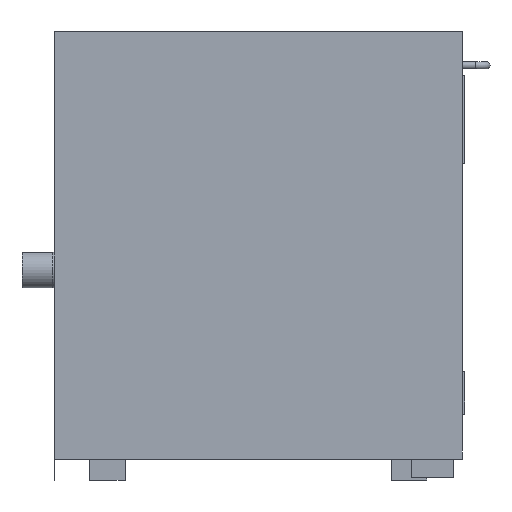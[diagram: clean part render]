
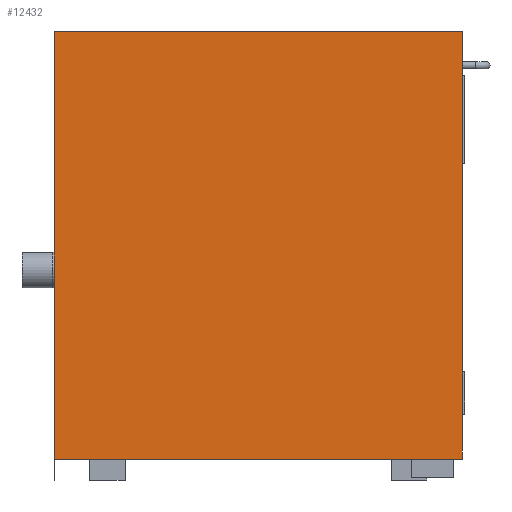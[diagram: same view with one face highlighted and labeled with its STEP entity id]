
A CAD part, left-side view. The second image highlights one B-rep face of the part: STEP entity #12432.
In plain terms, the highlighted planar face has unit normal (-1, 0, 0).
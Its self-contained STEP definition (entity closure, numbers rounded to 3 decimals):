
#854=FACE_OUTER_BOUND('',#1562,.T.);
#1562=EDGE_LOOP('',(#8203,#8204,#8205,#8206,#8207,#8208));
#2366=LINE('',#16624,#3682);
#2385=LINE('',#16664,#3701);
#2387=LINE('',#16668,#3703);
#2454=LINE('',#16805,#3770);
#2499=LINE('',#16919,#3815);
#2500=LINE('',#16920,#3816);
#3682=VECTOR('',#13937,10.);
#3701=VECTOR('',#13972,10.);
#3703=VECTOR('',#13976,10.);
#3770=VECTOR('',#14091,10.);
#3815=VECTOR('',#14208,10.);
#3816=VECTOR('',#14209,10.);
#4983=VERTEX_POINT('',#16622);
#4984=VERTEX_POINT('',#16623);
#4997=VERTEX_POINT('',#16662);
#4998=VERTEX_POINT('',#16666);
#5044=VERTEX_POINT('',#16803);
#5077=VERTEX_POINT('',#16918);
#6156=EDGE_CURVE('',#4983,#4984,#2366,.T.);
#6177=EDGE_CURVE('',#4983,#4997,#2385,.T.);
#6179=EDGE_CURVE('',#4998,#4997,#2387,.T.);
#6246=EDGE_CURVE('',#5044,#4998,#2454,.T.);
#6297=EDGE_CURVE('',#5077,#5044,#2499,.T.);
#6298=EDGE_CURVE('',#4984,#5077,#2500,.T.);
#8203=ORIENTED_EDGE('',*,*,#6297,.F.);
#8204=ORIENTED_EDGE('',*,*,#6298,.F.);
#8205=ORIENTED_EDGE('',*,*,#6156,.F.);
#8206=ORIENTED_EDGE('',*,*,#6177,.T.);
#8207=ORIENTED_EDGE('',*,*,#6179,.F.);
#8208=ORIENTED_EDGE('',*,*,#6246,.F.);
#11293=PLANE('',#13230);
#12432=ADVANCED_FACE('',(#854),#11293,.T.);
#13230=AXIS2_PLACEMENT_3D('',#16917,#14206,#14207);
#13937=DIRECTION('',(0.,0.,1.));
#13972=DIRECTION('',(0.,-1.,0.));
#13976=DIRECTION('',(0.,0.,-1.));
#14091=DIRECTION('',(0.,1.,0.));
#14206=DIRECTION('center_axis',(-1.,0.,0.));
#14207=DIRECTION('ref_axis',(0.,-1.,0.));
#14208=DIRECTION('',(0.,0.,-1.));
#14209=DIRECTION('',(0.,-1.,0.));
#16622=CARTESIAN_POINT('',(-296.5,287.,-330.44));
#16623=CARTESIAN_POINT('',(-296.5,287.,300.44));
#16624=CARTESIAN_POINT('',(-296.5,287.,0.));
#16662=CARTESIAN_POINT('',(-296.5,286.9,-330.44));
#16664=CARTESIAN_POINT('',(-296.5,287.,-330.44));
#16666=CARTESIAN_POINT('',(-296.5,286.9,-300.44));
#16668=CARTESIAN_POINT('',(-296.5,286.9,-330.44));
#16803=CARTESIAN_POINT('',(-296.5,-287.,-300.44));
#16805=CARTESIAN_POINT('',(-296.5,287.,-300.44));
#16917=CARTESIAN_POINT('Origin',(-296.5,287.,0.));
#16918=CARTESIAN_POINT('',(-296.5,-287.,300.44));
#16919=CARTESIAN_POINT('',(-296.5,-287.,0.));
#16920=CARTESIAN_POINT('',(-296.5,287.,300.44));
